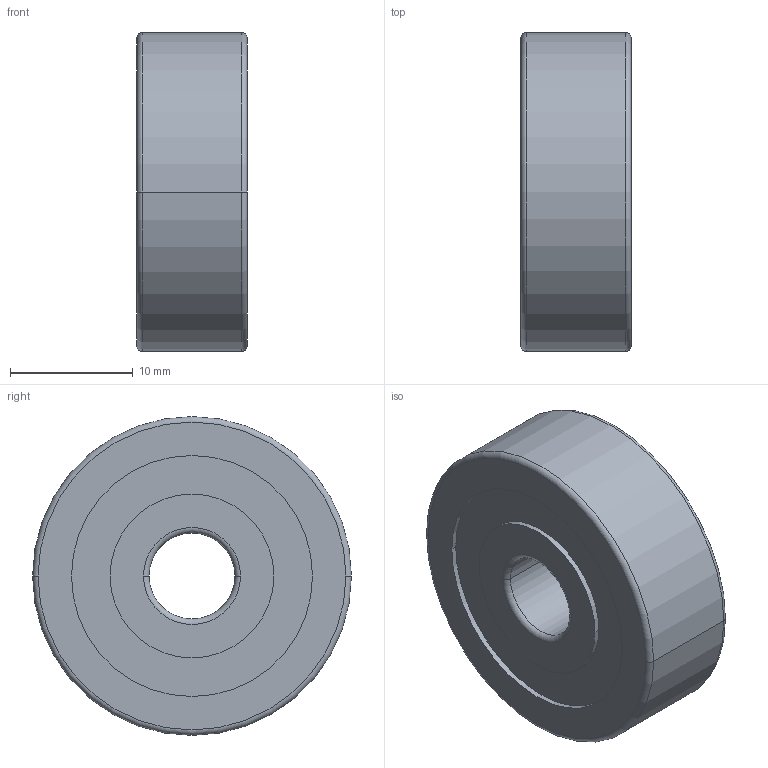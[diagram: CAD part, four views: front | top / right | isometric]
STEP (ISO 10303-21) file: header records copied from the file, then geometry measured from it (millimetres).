
FILE_DESCRIPTION((''),'2;1');
FILE_NAME('637H-2RS','2014-11-01T',('carefree'),(''),'PRO/ENGINEER BY PARAMETRIC TECHNOLOGY CORPORATION, 2010020','PRO/ENGINEER BY PARAMETRIC TECHNOLOGY CORPORATION, 2010020','');
FILE_SCHEMA(('CONFIG_CONTROL_DESIGN'));
Length unit declared in the file: inch
Products named in the file (1): 637H-2RS
Bounding box: 8.99 x 26.01 x 26.01 mm (x, y, z)
Volume: 3462.2 mm3; surface area: 3953.5 mm2
Topology: 2 solids, 3 shells, 74 faces, 178 edges, 98 vertices
Faces by surface type: sphere 28, cylinder 24, torus 12, plane 10
Entity records: 2464 total; most frequent: CARTESIAN_POINT 812, DIRECTION 366, ORIENTED_EDGE 300, AXIS2_PLACEMENT_3D 170, EDGE_CURVE 150, VERTEX_POINT 98, EDGE_LOOP 96, CIRCLE 96
